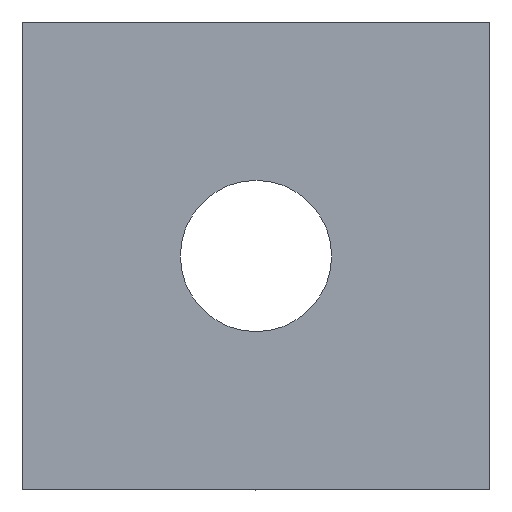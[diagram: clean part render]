
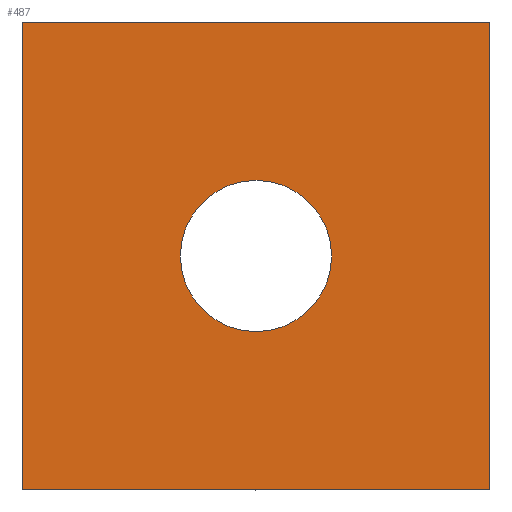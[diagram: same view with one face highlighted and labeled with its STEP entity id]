
A CAD part, front view. The second image highlights one B-rep face of the part: STEP entity #487.
In plain terms, the highlighted planar face has unit normal (0, -1, 0).
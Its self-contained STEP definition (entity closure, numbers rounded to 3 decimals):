
#2 = CARTESIAN_POINT ( 'NONE',  ( 0., 0., -2.1 ) ) ;
#42 = EDGE_CURVE ( 'NONE', #133, #218, #173, .T. ) ;
#51 = AXIS2_PLACEMENT_3D ( 'NONE', #406, #407, #408 ) ;
#52 = EDGE_CURVE ( 'NONE', #218, #107, #258, .T. ) ;
#55 = EDGE_CURVE ( 'NONE', #117, #133, #186, .T. ) ;
#57 = EDGE_CURVE ( 'NONE', #107, #117, #157, .T. ) ;
#78 = AXIS2_PLACEMENT_3D ( 'NONE', #449, #456, #457 ) ;
#80 = EDGE_CURVE ( 'NONE', #250, #250, #255, .T. ) ;
#107 = VERTEX_POINT ( 'NONE', #405 ) ;
#117 = VERTEX_POINT ( 'NONE', #439 ) ;
#119 = VECTOR ( 'NONE', #307, 1000. ) ;
#133 = VERTEX_POINT ( 'NONE', #444 ) ;
#141 = FACE_BOUND ( 'NONE', #184, .T. ) ;
#157 = LINE ( 'NONE', #299, #233 ) ;
#167 = ORIENTED_EDGE ( 'NONE', *, *, #52, .F. ) ;
#169 = EDGE_LOOP ( 'NONE', ( #205, #248, #167, #247 ) ) ;
#173 = LINE ( 'NONE', #320, #200 ) ;
#184 = EDGE_LOOP ( 'NONE', ( #208 ) ) ;
#186 = LINE ( 'NONE', #312, #266 ) ;
#200 = VECTOR ( 'NONE', #318, 1000. ) ;
#205 = ORIENTED_EDGE ( 'NONE', *, *, #55, .F. ) ;
#208 = ORIENTED_EDGE ( 'NONE', *, *, #80, .F. ) ;
#218 = VERTEX_POINT ( 'NONE', #440 ) ;
#233 = VECTOR ( 'NONE', #311, 1000. ) ;
#247 = ORIENTED_EDGE ( 'NONE', *, *, #42, .F. ) ;
#248 = ORIENTED_EDGE ( 'NONE', *, *, #57, .F. ) ;
#250 = VERTEX_POINT ( 'NONE', #2 ) ;
#255 = CIRCLE ( 'NONE', #51, 2.1 ) ;
#258 = LINE ( 'NONE', #356, #119 ) ;
#266 = VECTOR ( 'NONE', #300, 1000. ) ;
#268 = FACE_OUTER_BOUND ( 'NONE', #169, .T. ) ;
#299 = CARTESIAN_POINT ( 'NONE',  ( -6.5, 0., -6.5 ) ) ;
#300 = DIRECTION ( 'NONE',  ( 0., 0., 1. ) ) ;
#307 = DIRECTION ( 'NONE',  ( 0., 0., -1. ) ) ;
#311 = DIRECTION ( 'NONE',  ( -1., 0., 0. ) ) ;
#312 = CARTESIAN_POINT ( 'NONE',  ( -6.5, 0., 6.5 ) ) ;
#318 = DIRECTION ( 'NONE',  ( 1., 0., 0. ) ) ;
#320 = CARTESIAN_POINT ( 'NONE',  ( -6.5, 0., 6.5 ) ) ;
#356 = CARTESIAN_POINT ( 'NONE',  ( 6.5, 0., 6.5 ) ) ;
#405 = CARTESIAN_POINT ( 'NONE',  ( 6.5, 0., -6.5 ) ) ;
#406 = CARTESIAN_POINT ( 'NONE',  ( 0., 0., 0. ) ) ;
#407 = DIRECTION ( 'NONE',  ( 0., -1., 0. ) ) ;
#408 = DIRECTION ( 'NONE',  ( 0., 0., -1. ) ) ;
#439 = CARTESIAN_POINT ( 'NONE',  ( -6.5, 0., -6.5 ) ) ;
#440 = CARTESIAN_POINT ( 'NONE',  ( 6.5, 0., 6.5 ) ) ;
#444 = CARTESIAN_POINT ( 'NONE',  ( -6.5, 0., 6.5 ) ) ;
#448 = PLANE ( 'NONE',  #78 ) ;
#449 = CARTESIAN_POINT ( 'NONE',  ( -6.5, 0., -6.5 ) ) ;
#456 = DIRECTION ( 'NONE',  ( 0., -1., 0. ) ) ;
#457 = DIRECTION ( 'NONE',  ( 0., 0., -1. ) ) ;
#487 = ADVANCED_FACE ( 'NONE', ( #141, #268 ), #448, .T. ) ;
